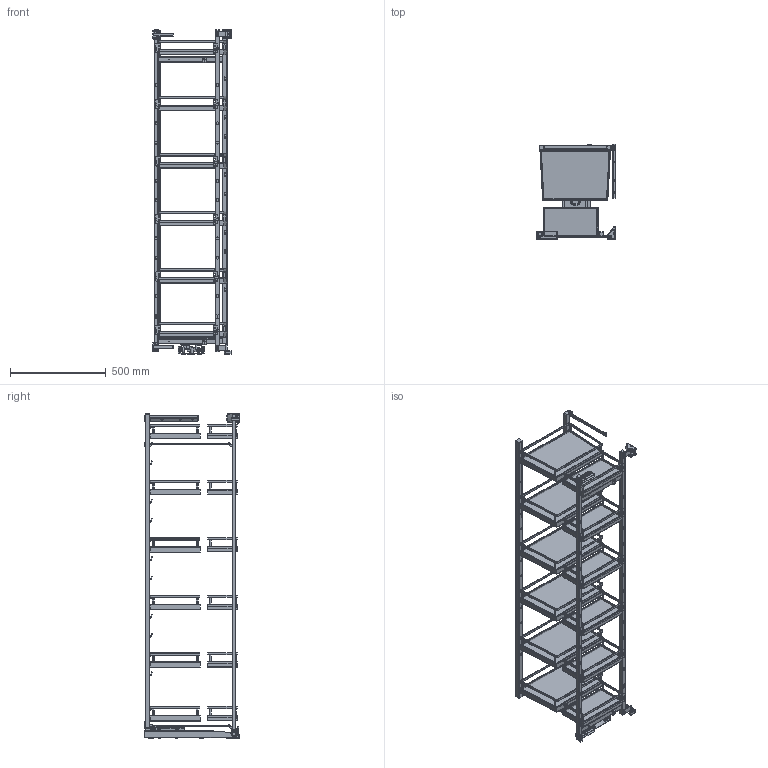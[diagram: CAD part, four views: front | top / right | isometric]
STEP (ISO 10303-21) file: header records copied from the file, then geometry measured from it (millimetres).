
FILE_DESCRIPTION(('STEP AP214'),'1');
FILE_NAME('TANDEM III - STYLE 450-1700.stp','2026-03-14T12:12:27',(' '),(' '),'Spatial InterOp 3D',' ',' ');
FILE_SCHEMA(('automotive_design'));
Length unit declared in the file: millimetre
Products named in the file (255): _ prostok_tny _ 7x28_1 R_1; _40; _42; zawieszka; _48; _50; _60; _62; _68; _70; _80; _82; _88; _90; _100; _102; _108; _110; _120; _122; _128; _130; _140; _142; _148; _150; _160; _162; _164; _166; _168; _170; _180; _182; _184; _186; _188; _190; _200; _202 ...
Bounding box: 407 x 498.46 x 1691.5 mm (x, y, z)
Volume: 15872171 mm3; surface area: 5610479.4 mm2
Topology: 255 solids, 255 shells, 4770 faces, 11948 edges, 7652 vertices
Faces by surface type: plane 2342, cylinder 1850, torus 362, cone 115, sphere 60, bspline 37, extrusion 4
Full cylindrical faces by diameter (mm): 3.3 x3, 4 x62, 4.2 x6, 4.5 x2, 5.5 x8, 6 x23, 6.5 x33, 6.75 x2, 7 x7, 8 x13, 8.5 x8, 8.9 x2, 10 x2, 12 x6, 13 x2, 17 x1, 18 x1, 20 x8, 22 x6, 24.5 x1, 27 x1, 30 x4, 32 x1
Entity records: 184938 total; most frequent: CARTESIAN_POINT 27842, DIRECTION 25303, ORIENTED_EDGE 22804, EDGE_CURVE 11402, AXIS2_PLACEMENT_3D 9254, VERTEX_POINT 7531, VECTOR 6795, LINE 6791
